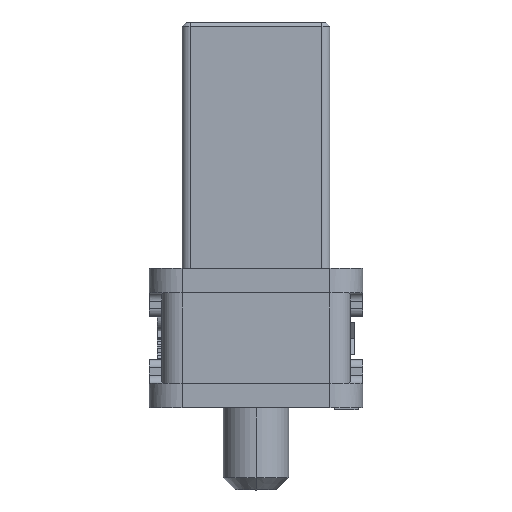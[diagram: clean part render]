
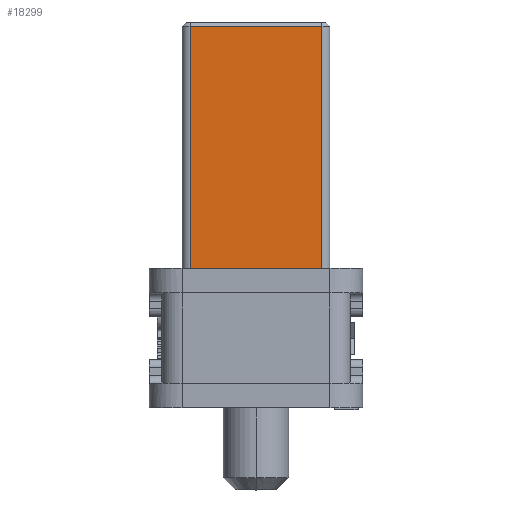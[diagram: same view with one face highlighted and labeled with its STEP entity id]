
A CAD part, left-side view. The second image highlights one B-rep face of the part: STEP entity #18299.
In plain terms, the highlighted planar face has unit normal (-1, 0, 0).
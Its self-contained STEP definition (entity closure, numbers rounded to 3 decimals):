
#937 = EDGE_CURVE ( 'NONE', #12770, #15375, #4376, .T. ) ;
#1518 = FACE_OUTER_BOUND ( 'NONE', #23303, .T. ) ;
#1543 = EDGE_CURVE ( 'NONE', #12770, #11502, #17472, .T. ) ;
#1572 = CARTESIAN_POINT ( 'NONE',  ( -4.301, 1.6, 9.3 ) ) ;
#1790 = EDGE_CURVE ( 'NONE', #9483, #15375, #3116, .T. ) ;
#3116 = LINE ( 'NONE', #20464, #17207 ) ;
#3626 = LINE ( 'NONE', #25546, #21249 ) ;
#4376 = LINE ( 'NONE', #20044, #8913 ) ;
#4728 = CARTESIAN_POINT ( 'NONE',  ( -4.301, 1.6, 3.4 ) ) ;
#5051 = CARTESIAN_POINT ( 'NONE',  ( -4.301, 0., 3.4 ) ) ;
#5859 = DIRECTION ( 'NONE',  ( 0., -1., 0. ) ) ;
#6358 = ORIENTED_EDGE ( 'NONE', *, *, #14217, .F. ) ;
#7665 = DIRECTION ( 'NONE',  ( 0., 0., -1. ) ) ;
#8316 = AXIS2_PLACEMENT_3D ( 'NONE', #5051, #12986, #9096 ) ;
#8913 = VECTOR ( 'NONE', #13782, 1000. ) ;
#8995 = DIRECTION ( 'NONE',  ( 0., 1., 0. ) ) ;
#9096 = DIRECTION ( 'NONE',  ( 0., 0., 1. ) ) ;
#9483 = VERTEX_POINT ( 'NONE', #21098 ) ;
#9980 = CARTESIAN_POINT ( 'NONE',  ( -4.301, -1.6, 9.3 ) ) ;
#10706 = ORIENTED_EDGE ( 'NONE', *, *, #937, .T. ) ;
#11195 = VECTOR ( 'NONE', #5859, 1000. ) ;
#11502 = VERTEX_POINT ( 'NONE', #9980 ) ;
#12770 = VERTEX_POINT ( 'NONE', #17767 ) ;
#12986 = DIRECTION ( 'NONE',  ( -1., 0., 0. ) ) ;
#13782 = DIRECTION ( 'NONE',  ( 0., 0., -1. ) ) ;
#14217 = EDGE_CURVE ( 'NONE', #11502, #9483, #3626, .T. ) ;
#14947 = PLANE ( 'NONE',  #8316 ) ;
#15375 = VERTEX_POINT ( 'NONE', #4728 ) ;
#15671 = ORIENTED_EDGE ( 'NONE', *, *, #1790, .F. ) ;
#17207 = VECTOR ( 'NONE', #8995, 1000. ) ;
#17472 = LINE ( 'NONE', #1572, #11195 ) ;
#17680 = ORIENTED_EDGE ( 'NONE', *, *, #1543, .F. ) ;
#17767 = CARTESIAN_POINT ( 'NONE',  ( -4.301, 1.6, 9.3 ) ) ;
#18299 = ADVANCED_FACE ( 'NONE', ( #1518 ), #14947, .T. ) ;
#20044 = CARTESIAN_POINT ( 'NONE',  ( -4.301, 1.6, 9.3 ) ) ;
#20464 = CARTESIAN_POINT ( 'NONE',  ( -4.301, -1.6, 3.4 ) ) ;
#21098 = CARTESIAN_POINT ( 'NONE',  ( -4.301, -1.6, 3.4 ) ) ;
#21249 = VECTOR ( 'NONE', #7665, 1000. ) ;
#23303 = EDGE_LOOP ( 'NONE', ( #10706, #15671, #6358, #17680 ) ) ;
#25546 = CARTESIAN_POINT ( 'NONE',  ( -4.301, -1.6, 9.3 ) ) ;
